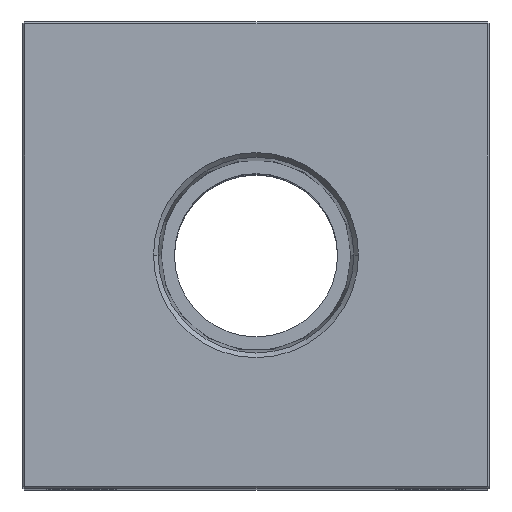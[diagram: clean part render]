
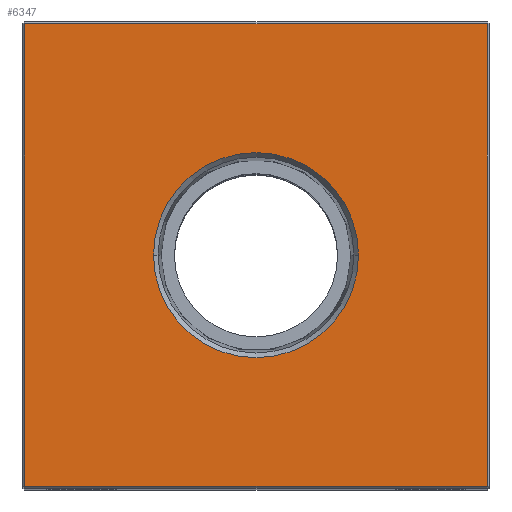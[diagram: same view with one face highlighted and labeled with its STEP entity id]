
A CAD part, top view. The second image highlights one B-rep face of the part: STEP entity #6347.
In plain terms, the highlighted planar face has unit normal (0, 0, 1).
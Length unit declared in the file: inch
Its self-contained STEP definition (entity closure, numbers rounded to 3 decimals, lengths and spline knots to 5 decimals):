
#31 = CARTESIAN_POINT ( 'NONE',  ( -1.24, 1.24, 5.5 ) ) ;
#1427 = LINE ( 'NONE', #24141, #3687 ) ;
#1514 = LINE ( 'NONE', #17163, #3624 ) ;
#1549 = CARTESIAN_POINT ( 'NONE',  ( 0., 0., 5.5 ) ) ;
#2659 = DIRECTION ( 'NONE',  ( 0., 0., 1. ) ) ;
#3464 = VERTEX_POINT ( 'NONE', #11023 ) ;
#3624 = VECTOR ( 'NONE', #18802, 39.37008 ) ;
#3687 = VECTOR ( 'NONE', #14558, 39.37008 ) ;
#3823 = ORIENTED_EDGE ( 'NONE', *, *, #9918, .T. ) ;
#3958 = FACE_OUTER_BOUND ( 'NONE', #15308, .T. ) ;
#4046 = ORIENTED_EDGE ( 'NONE', *, *, #23776, .T. ) ;
#4115 = VECTOR ( 'NONE', #14999, 39.37008 ) ;
#5350 = CARTESIAN_POINT ( 'NONE',  ( 0., 0., 5.5 ) ) ;
#5472 = DIRECTION ( 'NONE',  ( 1., 0., 0. ) ) ;
#6347 = ADVANCED_FACE ( 'NONE', ( #3958, #17190 ), #17068, .F. ) ;
#7071 = EDGE_CURVE ( 'NONE', #9663, #15111, #1427, .T. ) ;
#7257 = VERTEX_POINT ( 'NONE', #20582 ) ;
#7707 = AXIS2_PLACEMENT_3D ( 'NONE', #5350, #22743, #13039 ) ;
#7800 = ORIENTED_EDGE ( 'NONE', *, *, #8447, .T. ) ;
#8148 = VECTOR ( 'NONE', #11764, 39.37008 ) ;
#8447 = EDGE_CURVE ( 'NONE', #21005, #7257, #24718, .T. ) ;
#9106 = VERTEX_POINT ( 'NONE', #24461 ) ;
#9663 = VERTEX_POINT ( 'NONE', #17336 ) ;
#9918 = EDGE_CURVE ( 'NONE', #7257, #9663, #20971, .T. ) ;
#11023 = CARTESIAN_POINT ( 'NONE',  ( 0.5499, 0., 5.5 ) ) ;
#11073 = ORIENTED_EDGE ( 'NONE', *, *, #11094, .F. ) ;
#11094 = EDGE_CURVE ( 'NONE', #3464, #9106, #19450, .T. ) ;
#11267 = DIRECTION ( 'NONE',  ( 0., 0., 1. ) ) ;
#11508 = CARTESIAN_POINT ( 'NONE',  ( 0., -1.24, 5.5 ) ) ;
#11764 = DIRECTION ( 'NONE',  ( 1., 0., 0. ) ) ;
#11800 = AXIS2_PLACEMENT_3D ( 'NONE', #14265, #2659, #16293 ) ;
#11878 = EDGE_LOOP ( 'NONE', ( #11073, #16051 ) ) ;
#12484 = AXIS2_PLACEMENT_3D ( 'NONE', #1549, #11267, #5472 ) ;
#13039 = DIRECTION ( 'NONE',  ( -1., 0., 0. ) ) ;
#14265 = CARTESIAN_POINT ( 'NONE',  ( 0., 0., 5.5 ) ) ;
#14558 = DIRECTION ( 'NONE',  ( 0., 1., 0. ) ) ;
#14866 = CARTESIAN_POINT ( 'NONE',  ( -1.24, 0., 5.5 ) ) ;
#14869 = ORIENTED_EDGE ( 'NONE', *, *, #7071, .T. ) ;
#14999 = DIRECTION ( 'NONE',  ( 0., -1., 0. ) ) ;
#15111 = VERTEX_POINT ( 'NONE', #19878 ) ;
#15278 = CIRCLE ( 'NONE', #12484, 0.5499 ) ;
#15308 = EDGE_LOOP ( 'NONE', ( #7800, #3823, #14869, #4046 ) ) ;
#16051 = ORIENTED_EDGE ( 'NONE', *, *, #24257, .F. ) ;
#16293 = DIRECTION ( 'NONE',  ( 1., 0., 0. ) ) ;
#17068 = PLANE ( 'NONE',  #7707 ) ;
#17163 = CARTESIAN_POINT ( 'NONE',  ( 0., 1.24, 5.5 ) ) ;
#17190 = FACE_BOUND ( 'NONE', #11878, .T. ) ;
#17336 = CARTESIAN_POINT ( 'NONE',  ( 1.24, -1.24, 5.5 ) ) ;
#18802 = DIRECTION ( 'NONE',  ( -1., 0., 0. ) ) ;
#19450 = CIRCLE ( 'NONE', #11800, 0.5499 ) ;
#19878 = CARTESIAN_POINT ( 'NONE',  ( 1.24, 1.24, 5.5 ) ) ;
#20582 = CARTESIAN_POINT ( 'NONE',  ( -1.24, -1.24, 5.5 ) ) ;
#20971 = LINE ( 'NONE', #11508, #8148 ) ;
#21005 = VERTEX_POINT ( 'NONE', #31 ) ;
#22743 = DIRECTION ( 'NONE',  ( 0., 0., -1. ) ) ;
#23776 = EDGE_CURVE ( 'NONE', #15111, #21005, #1514, .T. ) ;
#24141 = CARTESIAN_POINT ( 'NONE',  ( 1.24, 0., 5.5 ) ) ;
#24257 = EDGE_CURVE ( 'NONE', #9106, #3464, #15278, .T. ) ;
#24461 = CARTESIAN_POINT ( 'NONE',  ( -0.5499, 0., 5.5 ) ) ;
#24718 = LINE ( 'NONE', #14866, #4115 ) ;
